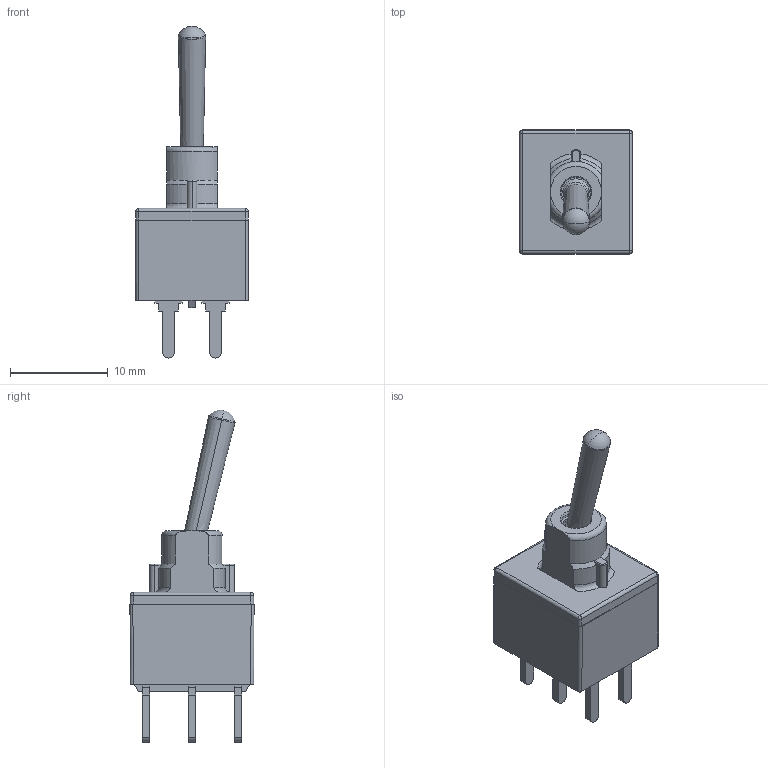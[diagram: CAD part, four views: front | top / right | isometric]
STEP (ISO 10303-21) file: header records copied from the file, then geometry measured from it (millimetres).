
FILE_DESCRIPTION(('STEP AP242'),'1');
FILE_NAME('41878.stp','2019-05-27T14:20:12',('TraceParts'),('TraceParts S.A.'),'Spatial InterOp 3D',' ',' ');
FILE_SCHEMA(('AP242_MANAGED_MODEL_BASED_3D_ENGINEERING_MIM_LF {1 0 10303 442 1 1 4}'));
Length unit declared in the file: millimetre
Products named in the file (1): 41878
Bounding box: 11.5 x 12.7 x 33.97 mm (x, y, z)
Volume: 1635.7 mm3; surface area: 1208.8 mm2
Topology: 1 solids, 1 shells, 216 faces, 573 edges, 363 vertices
Faces by surface type: plane 140, cylinder 38, torus 20, sphere 9, cone 9
Entity records: 6729 total; most frequent: CARTESIAN_POINT 1351, ORIENTED_EDGE 1134, DIRECTION 1094, EDGE_CURVE 567, LINE 398, VECTOR 398, VERTEX_POINT 363, AXIS2_PLACEMENT_3D 348
